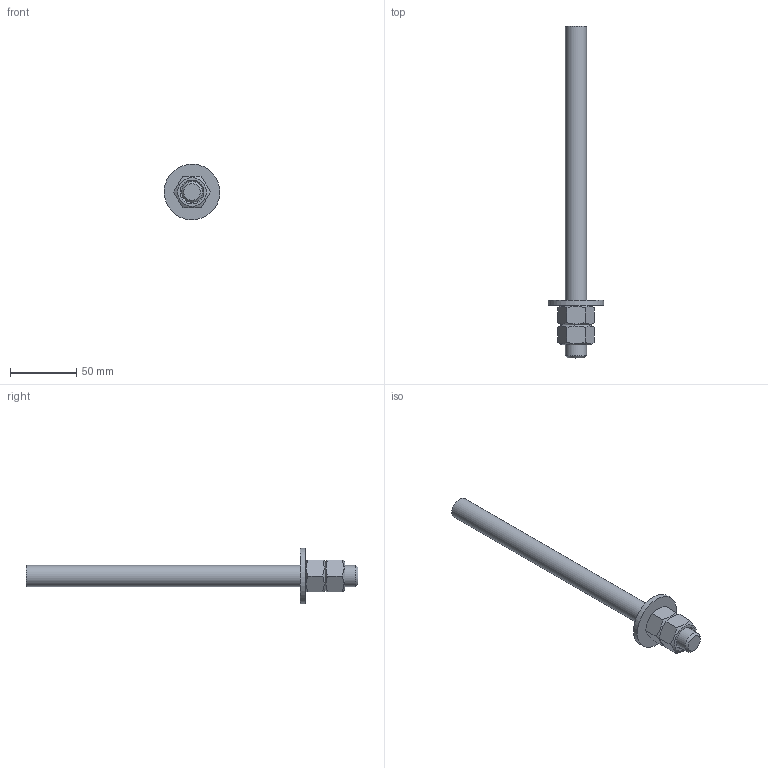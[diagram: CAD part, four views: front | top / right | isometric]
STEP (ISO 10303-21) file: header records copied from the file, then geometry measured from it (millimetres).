
FILE_DESCRIPTION(('STEP AP214'), '1');
FILE_NAME('櫻蠉錪', '', ('UNSPECIFIED'), ('UNSPECIFIED'), 'C3D Converter', 'C3D Toolkit', '');
FILE_SCHEMA(('AUTOMOTIVE_DESIGN { 1 0 10303 214 3 1 1}'));
Length unit declared in the file: millimetre
Assembly tree (5 placements, depth 3):
  (unnamed)
    (unnamed)
      (unnamed)
      (unnamed)
      (unnamed)  x2
Bounding box: 41.98 x 250 x 41.98 mm (x, y, z)
Volume: 64352.8 mm3; surface area: 20662.7 mm2
Topology: 4 solids, 4 shells, 34 faces, 69 edges, 43 vertices
Faces by surface type: plane 20, cone 9, cylinder 5
Full cylindrical faces by diameter (mm): 14 x2, 16 x1, 17 x1, 42 x1
Entity records: 1459 total; most frequent: CARTESIAN_POINT 627, DIRECTION 86, ORIENTED_EDGE 62, AXIS2_PLACEMENT_3D 40, EDGE_LOOP 34, EDGE_CURVE 31, VERTEX_POINT 25, COLOUR_RGB 24
